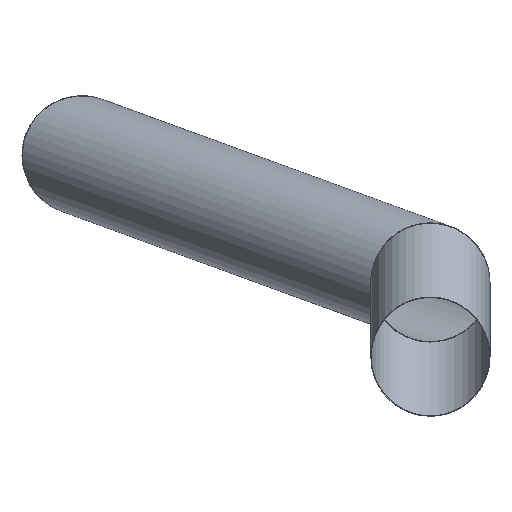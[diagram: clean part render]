
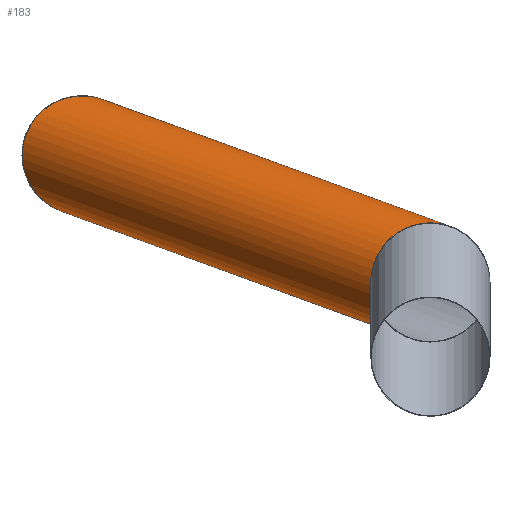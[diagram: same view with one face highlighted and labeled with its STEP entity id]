
A CAD part, left-side view. The second image highlights one B-rep face of the part: STEP entity #183.
In plain terms, the highlighted cylindrical face has radius 450 mm (diameter 900 mm), a full revolution.
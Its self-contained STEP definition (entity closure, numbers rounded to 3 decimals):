
#26=FACE_BOUND('',#75,.T.);
#42=ELLIPSE('',#213,507.403,450.);
#43=ELLIPSE('',#214,507.403,450.);
#44=ELLIPSE('',#216,507.403,450.);
#45=ELLIPSE('',#217,507.403,450.);
#54=FACE_OUTER_BOUND('',#74,.T.);
#74=EDGE_LOOP('',(#155,#156));
#75=EDGE_LOOP('',(#157,#158));
#99=VERTEX_POINT('',#327);
#100=VERTEX_POINT('',#328);
#101=VERTEX_POINT('',#332);
#102=VERTEX_POINT('',#333);
#119=EDGE_CURVE('',#99,#100,#42,.T.);
#120=EDGE_CURVE('',#100,#99,#43,.T.);
#121=EDGE_CURVE('',#101,#102,#44,.T.);
#122=EDGE_CURVE('',#102,#101,#45,.T.);
#155=ORIENTED_EDGE('',*,*,#119,.T.);
#156=ORIENTED_EDGE('',*,*,#120,.T.);
#157=ORIENTED_EDGE('',*,*,#121,.F.);
#158=ORIENTED_EDGE('',*,*,#122,.F.);
#172=CYLINDRICAL_SURFACE('',#215,450.);
#183=ADVANCED_FACE('',(#54,#26),#172,.T.);
#213=AXIS2_PLACEMENT_3D('',#329,#271,#272);
#214=AXIS2_PLACEMENT_3D('',#330,#273,#274);
#215=AXIS2_PLACEMENT_3D('',#331,#275,#276);
#216=AXIS2_PLACEMENT_3D('',#334,#277,#278);
#217=AXIS2_PLACEMENT_3D('',#335,#279,#280);
#271=DIRECTION('center_axis',(0.887,0.434,0.158));
#272=DIRECTION('ref_axis',(0.462,-0.833,-0.304));
#273=DIRECTION('center_axis',(0.887,0.434,0.158));
#274=DIRECTION('ref_axis',(0.462,-0.833,-0.304));
#275=DIRECTION('center_axis',(-0.573,-0.77,-0.281));
#276=DIRECTION('ref_axis',(0.77,-0.623,0.137));
#277=DIRECTION('center_axis',(0.887,0.434,0.158));
#278=DIRECTION('ref_axis',(0.462,-0.833,-0.304));
#279=DIRECTION('center_axis',(0.887,0.434,0.158));
#280=DIRECTION('ref_axis',(0.462,-0.833,-0.304));
#327=CARTESIAN_POINT('',(-2406.,-2479.191,-1382.782));
#328=CARTESIAN_POINT('',(-2406.,-2787.449,-537.218));
#329=CARTESIAN_POINT('Origin',(-2406.,-2633.32,-960.));
#330=CARTESIAN_POINT('Origin',(-2406.,-2633.32,-960.));
#331=CARTESIAN_POINT('Origin',(-446.,0.,0.));
#332=CARTESIAN_POINT('',(-446.,154.129,-422.782));
#333=CARTESIAN_POINT('',(-446.,-154.129,422.782));
#334=CARTESIAN_POINT('Origin',(-446.,0.,0.));
#335=CARTESIAN_POINT('Origin',(-446.,0.,0.));
